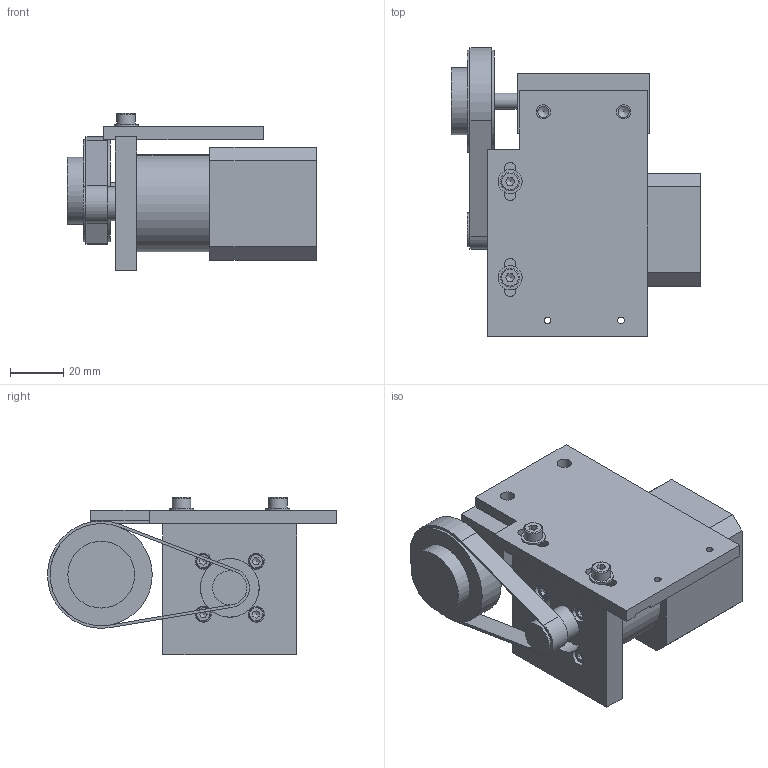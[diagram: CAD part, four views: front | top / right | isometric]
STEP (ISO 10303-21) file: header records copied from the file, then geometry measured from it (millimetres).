
FILE_DESCRIPTION(/* description */ (''),/* implementation_level */ '2;1');
FILE_NAME(/* name */ 'dalekohled1.stp',/* time_stamp */ '2018-02-22T19:03:25+01:00',/* author */ ('hujerja'),/* organization */ (''),/* preprocessor_version */ 'ST-DEVELOPER v17',/* originating_system */ 'Autodesk Inventor 2018',/* authorisation */ '');
FILE_SCHEMA (('AUTOMOTIVE_DESIGN { 1 0 10303 214 3 1 1 }'));
Length unit declared in the file: millimetre
Products named in the file (9): ¨dalekohled1; Drz_1; Drz_2; Prir; prevod; remen; DIN 125 - A 4,3; DIN 912 - M4 x 16; DIN 912 - M3 x 5
Assembly tree (13 placements, depth 2):
  ¨dalekohled1
    Drz_1
    Drz_2
    Prir
    prevod
    remen
    DIN 125 - A 4,3  x2
    DIN 912 - M4 x 16  x2
    DIN 912 - M3 x 5  x4
Bounding box: 93.3 x 108.1 x 58.8 mm (x, y, z)
Volume: 183826.6 mm3; surface area: 48361 mm2
Topology: 13 solids, 13 shells, 202 faces, 524 edges, 360 vertices
Faces by surface type: plane 113, cylinder 57, cone 20, torus 12
Full cylindrical faces by diameter (mm): 2.459 x6, 3 x4, 3.242 x2, 3.3 x4, 4 x2, 4.134 x2, 4.3 x2, 5.3 x2, 5.5 x4, 6 x1, 7 x2, 8 x1, 9 x2, 12.732 x1, 22 x2, 25 x1, 36 x1, 38.197 x1
Entity records: 4647 total; most frequent: DIRECTION 797, CARTESIAN_POINT 775, ORIENTED_EDGE 694, EDGE_CURVE 347, AXIS2_PLACEMENT_3D 304, VERTEX_POINT 240, LINE 189, VECTOR 189
